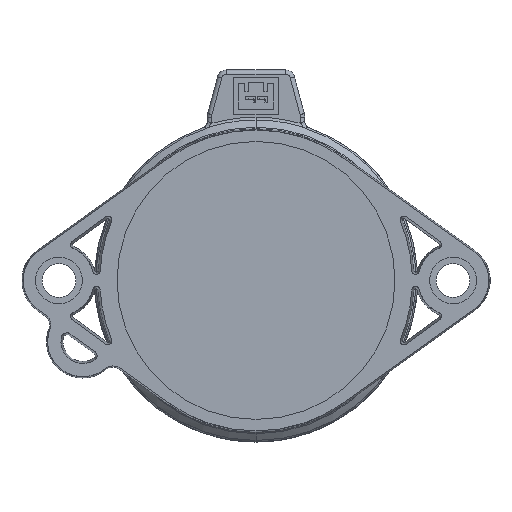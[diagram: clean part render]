
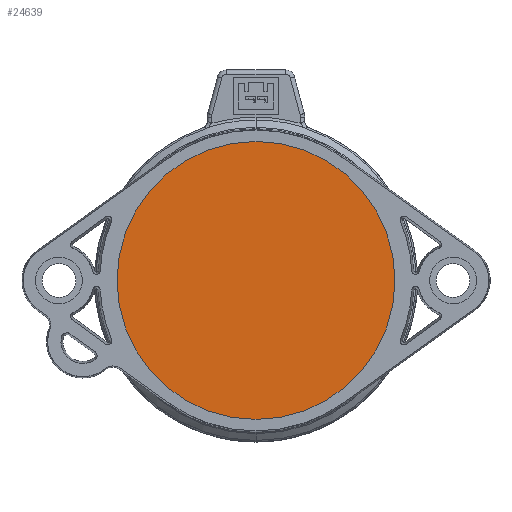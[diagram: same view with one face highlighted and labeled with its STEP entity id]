
A CAD part, front view. The second image highlights one B-rep face of the part: STEP entity #24639.
In plain terms, the highlighted planar face has unit normal (0, -1, 0).
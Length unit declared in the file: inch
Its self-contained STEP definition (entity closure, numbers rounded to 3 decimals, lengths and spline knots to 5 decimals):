
#7484 = AXIS2_PLACEMENT_3D ( 'NONE', #44485, #62539, #13663 ) ;
#8104 = CARTESIAN_POINT ( 'NONE',  ( 0., -1.26746, 0.948 ) ) ;
#12793 = ORIENTED_EDGE ( 'NONE', *, *, #57991, .T. ) ;
#13068 = DIRECTION ( 'NONE',  ( 0., -1., 0. ) ) ;
#13663 = DIRECTION ( 'NONE',  ( 0., 0., -1. ) ) ;
#18459 = AXIS2_PLACEMENT_3D ( 'NONE', #78118, #28034, #59077 ) ;
#20604 = EDGE_LOOP ( 'NONE', ( #74333, #12793 ) ) ;
#24639 = ADVANCED_FACE ( 'NONE', ( #38430 ), #44241, .T. ) ;
#28034 = DIRECTION ( 'NONE',  ( 0., -1., 0. ) ) ;
#29074 = AXIS2_PLACEMENT_3D ( 'NONE', #50066, #13068, #75006 ) ;
#31011 = VERTEX_POINT ( 'NONE', #8104 ) ;
#38430 = FACE_OUTER_BOUND ( 'NONE', #20604, .T. ) ;
#44241 = PLANE ( 'NONE',  #7484 ) ;
#44485 = CARTESIAN_POINT ( 'NONE',  ( 0., -1.26746, 0. ) ) ;
#50066 = CARTESIAN_POINT ( 'NONE',  ( 0., -1.26746, 0. ) ) ;
#55493 = CARTESIAN_POINT ( 'NONE',  ( 0., -1.26746, -0.948 ) ) ;
#57991 = EDGE_CURVE ( 'NONE', #31011, #59208, #76644, .T. ) ;
#59077 = DIRECTION ( 'NONE',  ( 0., 0., -1. ) ) ;
#59208 = VERTEX_POINT ( 'NONE', #55493 ) ;
#62539 = DIRECTION ( 'NONE',  ( 0., -1., 0. ) ) ;
#70028 = EDGE_CURVE ( 'NONE', #59208, #31011, #80354, .T. ) ;
#74333 = ORIENTED_EDGE ( 'NONE', *, *, #70028, .T. ) ;
#75006 = DIRECTION ( 'NONE',  ( 0., 0., -1. ) ) ;
#76644 = CIRCLE ( 'NONE', #29074, 0.948 ) ;
#78118 = CARTESIAN_POINT ( 'NONE',  ( 0., -1.26746, 0. ) ) ;
#80354 = CIRCLE ( 'NONE', #18459, 0.948 ) ;
